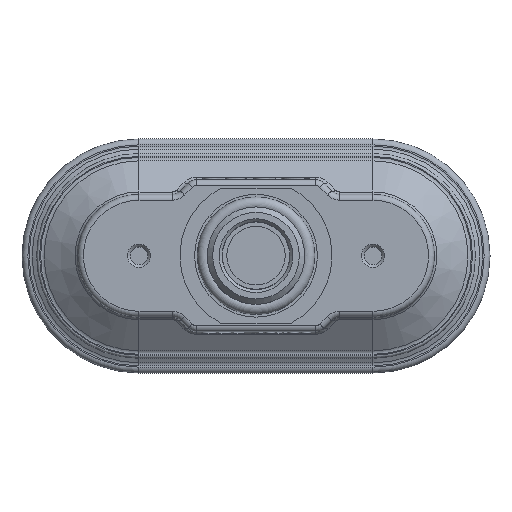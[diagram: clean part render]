
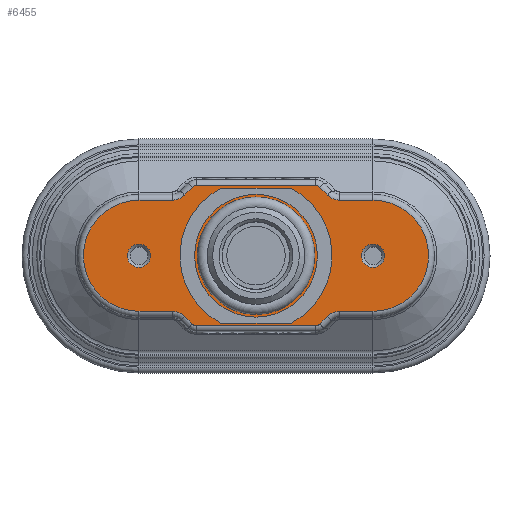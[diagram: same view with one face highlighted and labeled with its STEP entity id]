
A CAD part, top view. The second image highlights one B-rep face of the part: STEP entity #6455.
In plain terms, the highlighted planar face has unit normal (0, 0, 1).
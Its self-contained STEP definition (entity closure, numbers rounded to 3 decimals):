
#467=CIRCLE('',#7027,2.);
#468=CIRCLE('',#7028,2.);
#469=CIRCLE('',#7029,9.5);
#470=CIRCLE('',#7030,3.);
#471=CIRCLE('',#7031,1.);
#472=CIRCLE('',#7032,1.);
#473=CIRCLE('',#7033,3.);
#474=CIRCLE('',#7034,9.5);
#475=CIRCLE('',#7035,3.);
#476=CIRCLE('',#7036,1.);
#477=CIRCLE('',#7037,1.);
#478=CIRCLE('',#7038,3.);
#972=ORIENTED_EDGE('',*,*,#2890,.T.);
#973=ORIENTED_EDGE('',*,*,#2891,.T.);
#974=ORIENTED_EDGE('',*,*,#2892,.T.);
#975=ORIENTED_EDGE('',*,*,#2893,.T.);
#976=ORIENTED_EDGE('',*,*,#2894,.T.);
#977=ORIENTED_EDGE('',*,*,#2895,.T.);
#978=ORIENTED_EDGE('',*,*,#2896,.T.);
#979=ORIENTED_EDGE('',*,*,#2897,.T.);
#980=ORIENTED_EDGE('',*,*,#2898,.T.);
#981=ORIENTED_EDGE('',*,*,#2899,.T.);
#982=ORIENTED_EDGE('',*,*,#2900,.T.);
#983=ORIENTED_EDGE('',*,*,#2901,.T.);
#984=ORIENTED_EDGE('',*,*,#2902,.T.);
#985=ORIENTED_EDGE('',*,*,#2903,.T.);
#986=ORIENTED_EDGE('',*,*,#2904,.T.);
#987=ORIENTED_EDGE('',*,*,#2905,.T.);
#988=ORIENTED_EDGE('',*,*,#2906,.T.);
#989=ORIENTED_EDGE('',*,*,#2907,.T.);
#990=ORIENTED_EDGE('',*,*,#2908,.T.);
#991=ORIENTED_EDGE('',*,*,#2909,.T.);
#992=ORIENTED_EDGE('',*,*,#2910,.T.);
#993=ORIENTED_EDGE('',*,*,#2911,.T.);
#2890=EDGE_CURVE('',#3849,#3849,#467,.T.);
#2891=EDGE_CURVE('',#3850,#3850,#468,.T.);
#2892=EDGE_CURVE('',#3851,#3852,#469,.F.);
#2893=EDGE_CURVE('',#3852,#3853,#4391,.F.);
#2894=EDGE_CURVE('',#3853,#3854,#470,.T.);
#2895=EDGE_CURVE('',#3854,#3855,#4392,.F.);
#2896=EDGE_CURVE('',#3855,#3856,#471,.F.);
#2897=EDGE_CURVE('',#3856,#3857,#4393,.F.);
#2898=EDGE_CURVE('',#3857,#3858,#472,.F.);
#2899=EDGE_CURVE('',#3858,#3859,#4394,.F.);
#2900=EDGE_CURVE('',#3859,#3860,#473,.T.);
#2901=EDGE_CURVE('',#3860,#3861,#4395,.F.);
#2902=EDGE_CURVE('',#3861,#3862,#474,.F.);
#2903=EDGE_CURVE('',#3862,#3863,#4396,.F.);
#2904=EDGE_CURVE('',#3863,#3864,#475,.T.);
#2905=EDGE_CURVE('',#3864,#3865,#4397,.T.);
#2906=EDGE_CURVE('',#3865,#3866,#476,.F.);
#2907=EDGE_CURVE('',#3866,#3867,#4398,.T.);
#2908=EDGE_CURVE('',#3867,#3868,#477,.F.);
#2909=EDGE_CURVE('',#3868,#3869,#4399,.T.);
#2910=EDGE_CURVE('',#3869,#3870,#478,.T.);
#2911=EDGE_CURVE('',#3870,#3851,#4400,.F.);
#3849=VERTEX_POINT('',#10415);
#3850=VERTEX_POINT('',#10417);
#3851=VERTEX_POINT('',#10419);
#3852=VERTEX_POINT('',#10420);
#3853=VERTEX_POINT('',#10422);
#3854=VERTEX_POINT('',#10424);
#3855=VERTEX_POINT('',#10426);
#3856=VERTEX_POINT('',#10428);
#3857=VERTEX_POINT('',#10430);
#3858=VERTEX_POINT('',#10432);
#3859=VERTEX_POINT('',#10434);
#3860=VERTEX_POINT('',#10436);
#3861=VERTEX_POINT('',#10438);
#3862=VERTEX_POINT('',#10440);
#3863=VERTEX_POINT('',#10442);
#3864=VERTEX_POINT('',#10444);
#3865=VERTEX_POINT('',#10446);
#3866=VERTEX_POINT('',#10448);
#3867=VERTEX_POINT('',#10450);
#3868=VERTEX_POINT('',#10452);
#3869=VERTEX_POINT('',#10454);
#3870=VERTEX_POINT('',#10456);
#4391=LINE('',#10421,#4870);
#4392=LINE('',#10425,#4871);
#4393=LINE('',#10429,#4872);
#4394=LINE('',#10433,#4873);
#4395=LINE('',#10437,#4874);
#4396=LINE('',#10441,#4875);
#4397=LINE('',#10445,#4876);
#4398=LINE('',#10449,#4877);
#4399=LINE('',#10453,#4878);
#4400=LINE('',#10457,#4879);
#4870=VECTOR('',#8026,1000.);
#4871=VECTOR('',#8029,1000.);
#4872=VECTOR('',#8032,1000.);
#4873=VECTOR('',#8035,1000.);
#4874=VECTOR('',#8038,1000.);
#4875=VECTOR('',#8041,1000.);
#4876=VECTOR('',#8044,1000.);
#4877=VECTOR('',#8047,1000.);
#4878=VECTOR('',#8050,1000.);
#4879=VECTOR('',#8053,1000.);
#5283=EDGE_LOOP('',(#972));
#5284=EDGE_LOOP('',(#973));
#5285=EDGE_LOOP('',(#974,#975,#976,#977,#978,#979,#980,#981,#982,#983,#984,
#985,#986,#987,#988,#989,#990,#991,#992,#993));
#5796=FACE_BOUND('',#5283,.T.);
#5797=FACE_BOUND('',#5284,.T.);
#5798=FACE_BOUND('',#5285,.T.);
#6295=PLANE('',#7026);
#6455=ADVANCED_FACE('',(#5796,#5797,#5798),#6295,.F.);
#7026=AXIS2_PLACEMENT_3D('',#10413,#8018,#8019);
#7027=AXIS2_PLACEMENT_3D('',#10414,#8020,#8021);
#7028=AXIS2_PLACEMENT_3D('',#10416,#8022,#8023);
#7029=AXIS2_PLACEMENT_3D('',#10418,#8024,#8025);
#7030=AXIS2_PLACEMENT_3D('',#10423,#8027,#8028);
#7031=AXIS2_PLACEMENT_3D('',#10427,#8030,#8031);
#7032=AXIS2_PLACEMENT_3D('',#10431,#8033,#8034);
#7033=AXIS2_PLACEMENT_3D('',#10435,#8036,#8037);
#7034=AXIS2_PLACEMENT_3D('',#10439,#8039,#8040);
#7035=AXIS2_PLACEMENT_3D('',#10443,#8042,#8043);
#7036=AXIS2_PLACEMENT_3D('',#10447,#8045,#8046);
#7037=AXIS2_PLACEMENT_3D('',#10451,#8048,#8049);
#7038=AXIS2_PLACEMENT_3D('',#10455,#8051,#8052);
#8018=DIRECTION('',(0.,0.,-1.));
#8019=DIRECTION('',(-1.,0.,0.));
#8020=DIRECTION('',(0.,0.,-1.));
#8021=DIRECTION('',(-1.,0.,0.));
#8022=DIRECTION('',(0.,0.,-1.));
#8023=DIRECTION('',(-1.,0.,0.));
#8024=DIRECTION('',(0.,0.,-1.));
#8025=DIRECTION('',(-1.,0.,0.));
#8026=DIRECTION('',(1.,0.,0.));
#8027=DIRECTION('',(0.,0.,-1.));
#8028=DIRECTION('',(-1.,0.,0.));
#8029=DIRECTION('',(0.707,-0.707,0.));
#8030=DIRECTION('',(0.,0.,-1.));
#8031=DIRECTION('',(-1.,0.,0.));
#8032=DIRECTION('',(1.,0.,0.));
#8033=DIRECTION('',(0.,0.,-1.));
#8034=DIRECTION('',(-1.,0.,0.));
#8035=DIRECTION('',(0.707,0.707,0.));
#8036=DIRECTION('',(0.,0.,-1.));
#8037=DIRECTION('',(-1.,0.,0.));
#8038=DIRECTION('',(1.,0.,0.));
#8039=DIRECTION('',(0.,0.,-1.));
#8040=DIRECTION('',(-1.,0.,0.));
#8041=DIRECTION('',(-1.,0.,0.));
#8042=DIRECTION('',(0.,0.,-1.));
#8043=DIRECTION('',(-1.,0.,0.));
#8044=DIRECTION('',(0.707,-0.707,0.));
#8045=DIRECTION('',(0.,0.,-1.));
#8046=DIRECTION('',(-1.,0.,0.));
#8047=DIRECTION('',(1.,0.,0.));
#8048=DIRECTION('',(0.,0.,-1.));
#8049=DIRECTION('',(-1.,0.,0.));
#8050=DIRECTION('',(0.707,0.707,0.));
#8051=DIRECTION('',(0.,0.,-1.));
#8052=DIRECTION('',(-1.,0.,0.));
#8053=DIRECTION('',(-1.,0.,0.));
#10413=CARTESIAN_POINT('',(20.,-10.5,25.5));
#10414=CARTESIAN_POINT('',(20.,0.,25.5));
#10415=CARTESIAN_POINT('',(18.,0.,25.5));
#10416=CARTESIAN_POINT('',(-20.,0.,25.5));
#10417=CARTESIAN_POINT('',(-22.,0.,25.5));
#10418=CARTESIAN_POINT('',(20.,0.,25.5));
#10419=CARTESIAN_POINT('',(20.,-9.5,25.5));
#10420=CARTESIAN_POINT('',(20.,9.5,25.5));
#10421=CARTESIAN_POINT('',(20.,9.5,25.5));
#10422=CARTESIAN_POINT('',(14.328,9.5,25.5));
#10423=CARTESIAN_POINT('',(14.328,12.5,25.5));
#10424=CARTESIAN_POINT('',(12.207,10.379,25.5));
#10425=CARTESIAN_POINT('',(26.543,-3.957,25.5));
#10426=CARTESIAN_POINT('',(10.879,11.707,25.5));
#10427=CARTESIAN_POINT('',(10.172,11.,25.5));
#10428=CARTESIAN_POINT('',(10.172,12.,25.5));
#10429=CARTESIAN_POINT('',(20.,12.,25.5));
#10430=CARTESIAN_POINT('',(-10.172,12.,25.5));
#10431=CARTESIAN_POINT('',(-10.172,11.,25.5));
#10432=CARTESIAN_POINT('',(-10.879,11.707,25.5));
#10433=CARTESIAN_POINT('',(-6.543,16.043,25.5));
#10434=CARTESIAN_POINT('',(-12.207,10.379,25.5));
#10435=CARTESIAN_POINT('',(-14.328,12.5,25.5));
#10436=CARTESIAN_POINT('',(-14.328,9.5,25.5));
#10437=CARTESIAN_POINT('',(20.,9.5,25.5));
#10438=CARTESIAN_POINT('',(-20.,9.5,25.5));
#10439=CARTESIAN_POINT('',(-20.,0.,25.5));
#10440=CARTESIAN_POINT('',(-20.,-9.5,25.5));
#10441=CARTESIAN_POINT('',(20.,-9.5,25.5));
#10442=CARTESIAN_POINT('',(-14.328,-9.5,25.5));
#10443=CARTESIAN_POINT('',(-14.328,-12.5,25.5));
#10444=CARTESIAN_POINT('',(-12.207,-10.379,25.5));
#10445=CARTESIAN_POINT('',(-10.879,-11.707,25.5));
#10446=CARTESIAN_POINT('',(-10.879,-11.707,25.5));
#10447=CARTESIAN_POINT('',(-10.172,-11.,25.5));
#10448=CARTESIAN_POINT('',(-10.172,-12.,25.5));
#10449=CARTESIAN_POINT('',(10.172,-12.,25.5));
#10450=CARTESIAN_POINT('',(10.172,-12.,25.5));
#10451=CARTESIAN_POINT('',(10.172,-11.,25.5));
#10452=CARTESIAN_POINT('',(10.879,-11.707,25.5));
#10453=CARTESIAN_POINT('',(12.207,-10.379,25.5));
#10454=CARTESIAN_POINT('',(12.207,-10.379,25.5));
#10455=CARTESIAN_POINT('',(14.328,-12.5,25.5));
#10456=CARTESIAN_POINT('',(14.328,-9.5,25.5));
#10457=CARTESIAN_POINT('',(20.,-9.5,25.5));
